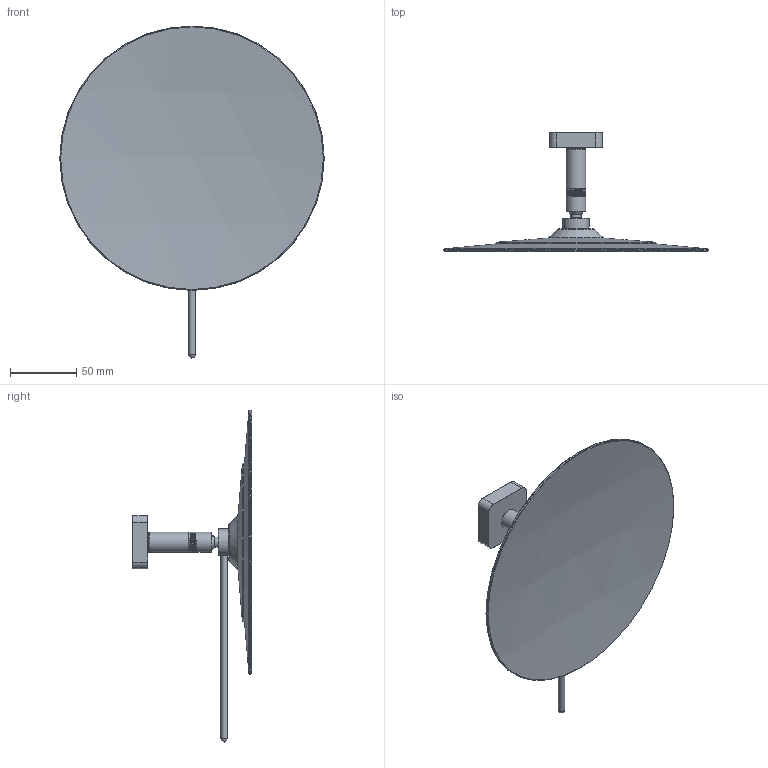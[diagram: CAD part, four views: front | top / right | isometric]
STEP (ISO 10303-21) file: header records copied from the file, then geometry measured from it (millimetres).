
FILE_DESCRIPTION(/* description */ ('Unknown'),/* implementation_level */ '2;1');
FILE_NAME(/* name */ 'GLA20-00 Rel1',/* time_stamp */ '2025-08-01T14:22:22+02:00',/* author */ ('Unknown'),/* organization */ ('Unknown'),/* preprocessor_version */ 'ST-DEVELOPER v19.4',/* originating_system */ 'Solid Edge',/* authorisation */ 'Unknown');
FILE_SCHEMA (('AUTOMOTIVE_DESIGN {1 0 10303 214 3 1 1}'));
Length unit declared in the file: millimetre
Products named in the file (14): GLA20-00 Rel1; CBA01-001_oa_0; CBA01-07; GLA20-002 Rel1_oa_1; GLA01-01; CBA20-01; CBA20-001; CBA20-02; CBA20-07; CBA20-06; CBA20-05; CBA20-04; CBA20-03; CBA20-11
Assembly tree (13 placements, depth 3):
  GLA20-00 Rel1
    CBA01-001_oa_0
      CBA01-07
    GLA20-002 Rel1_oa_1
      GLA01-01
      CBA20-01
    CBA20-001
      CBA20-02
      CBA20-07
      CBA20-06
      CBA20-05
      CBA20-04
      CBA20-03
      CBA20-11
Bounding box: 199.88 x 90 x 250.94 mm (x, y, z)
Volume: 95802.9 mm3; surface area: 103598.1 mm2
Topology: 10 solids, 10 shells, 206 faces, 488 edges, 308 vertices
Faces by surface type: cylinder 65, plane 58, torus 29, bspline 26, cone 24, sphere 4
Full cylindrical faces by diameter (mm): 4.234 x1, 4.25 x1, 4.917 x1, 5 x5, 6.2 x1, 7.8 x1, 10 x5, 10.2 x1, 10.5 x1, 11 x1, 11.9 x1, 12 x1, 12.2 x1, 12.917 x1, 13 x1, 15 x2, 17 x1, 20 x1
Entity records: 26462 total; most frequent: CARTESIAN_POINT 22321, DIRECTION 760, ORIENTED_EDGE 726, EDGE_CURVE 363, AXIS2_PLACEMENT_3D 338, EDGE_LOOP 286, FACE_BOUND 286, VERTEX_POINT 259
